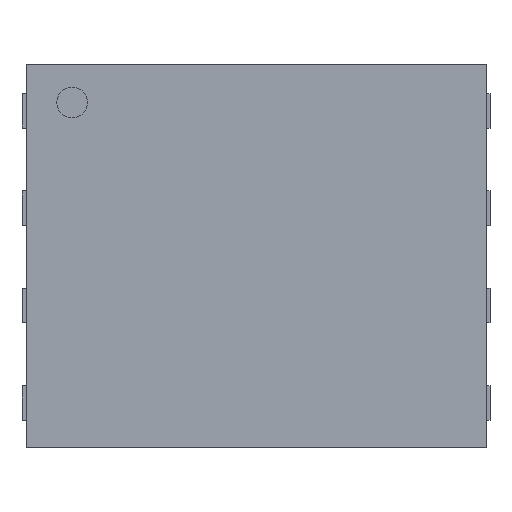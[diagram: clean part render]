
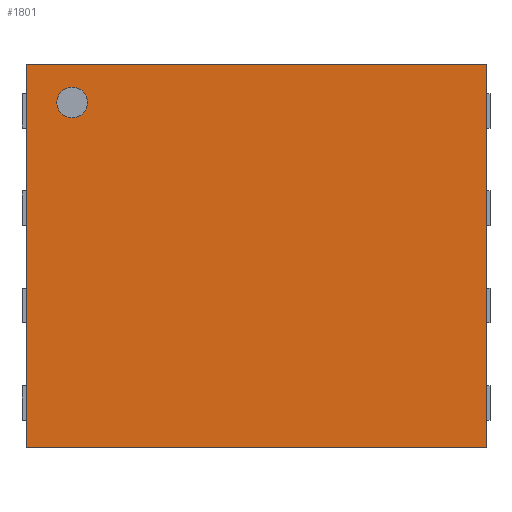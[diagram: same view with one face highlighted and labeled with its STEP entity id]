
A CAD part, top view. The second image highlights one B-rep face of the part: STEP entity #1801.
In plain terms, the highlighted planar face has unit normal (0, 0, 1).
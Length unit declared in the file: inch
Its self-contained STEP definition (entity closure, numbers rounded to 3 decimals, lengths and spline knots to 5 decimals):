
#38 = VERTEX_POINT('',#39);
#39 = CARTESIAN_POINT('',(-0.11793,0.09889,
    0.03727));
#46 = PLANE('',#47);
#47 = AXIS2_PLACEMENT_3D('',#48,#49,#50);
#48 = CARTESIAN_POINT('',(-0.11793,0.09889,
    0.00183));
#49 = DIRECTION('',(0.,1.,0.));
#50 = DIRECTION('',(1.,0.,0.));
#58 = PLANE('',#59);
#59 = AXIS2_PLACEMENT_3D('',#60,#61,#62);
#60 = CARTESIAN_POINT('',(-0.11793,-0.09796,
    0.00183));
#61 = DIRECTION('',(-1.,0.,0.));
#62 = DIRECTION('',(0.,1.,0.));
#70 = EDGE_CURVE('',#38,#71,#73,.T.);
#71 = VERTEX_POINT('',#72);
#72 = CARTESIAN_POINT('',(0.11829,0.09889,
    0.03727));
#73 = SURFACE_CURVE('',#74,(#78,#85),.PCURVE_S1.);
#74 = LINE('',#75,#76);
#75 = CARTESIAN_POINT('',(-0.11793,0.09889,
    0.03727));
#76 = VECTOR('',#77,0.03937);
#77 = DIRECTION('',(1.,0.,0.));
#78 = PCURVE('',#46,#79);
#79 = DEFINITIONAL_REPRESENTATION('',(#80),#84);
#80 = LINE('',#81,#82);
#81 = CARTESIAN_POINT('',(0.,-0.035));
#82 = VECTOR('',#83,1.);
#83 = DIRECTION('',(1.,0.));
#84 = ( GEOMETRIC_REPRESENTATION_CONTEXT(2) 
PARAMETRIC_REPRESENTATION_CONTEXT() REPRESENTATION_CONTEXT('2D SPACE',''
  ) );
#85 = PCURVE('',#86,#91);
#86 = PLANE('',#87);
#87 = AXIS2_PLACEMENT_3D('',#88,#89,#90);
#88 = CARTESIAN_POINT('',(-0.11793,0.09889,
    0.03727));
#89 = DIRECTION('',(0.,0.,1.));
#90 = DIRECTION('',(1.,0.,0.));
#91 = DEFINITIONAL_REPRESENTATION('',(#92),#96);
#92 = LINE('',#93,#94);
#93 = CARTESIAN_POINT('',(0.,0.));
#94 = VECTOR('',#95,1.);
#95 = DIRECTION('',(1.,0.));
#96 = ( GEOMETRIC_REPRESENTATION_CONTEXT(2) 
PARAMETRIC_REPRESENTATION_CONTEXT() REPRESENTATION_CONTEXT('2D SPACE',''
  ) );
#114 = PLANE('',#115);
#115 = AXIS2_PLACEMENT_3D('',#116,#117,#118);
#116 = CARTESIAN_POINT('',(0.11829,0.09889,
    0.00183));
#117 = DIRECTION('',(1.,0.,0.));
#118 = DIRECTION('',(0.,-1.,0.));
#181 = VERTEX_POINT('',#182);
#182 = CARTESIAN_POINT('',(-0.11793,-0.09796,
    0.03727));
#196 = PLANE('',#197);
#197 = AXIS2_PLACEMENT_3D('',#198,#199,#200);
#198 = CARTESIAN_POINT('',(0.11829,-0.09796,
    0.00183));
#199 = DIRECTION('',(0.,-1.,0.));
#200 = DIRECTION('',(-1.,0.,0.));
#208 = EDGE_CURVE('',#181,#38,#209,.T.);
#209 = SURFACE_CURVE('',#210,(#214,#221),.PCURVE_S1.);
#210 = LINE('',#211,#212);
#211 = CARTESIAN_POINT('',(-0.11793,-0.09796,
    0.03727));
#212 = VECTOR('',#213,0.03937);
#213 = DIRECTION('',(0.,1.,0.));
#214 = PCURVE('',#58,#215);
#215 = DEFINITIONAL_REPRESENTATION('',(#216),#220);
#216 = LINE('',#217,#218);
#217 = CARTESIAN_POINT('',(0.,-0.035));
#218 = VECTOR('',#219,1.);
#219 = DIRECTION('',(1.,0.));
#220 = ( GEOMETRIC_REPRESENTATION_CONTEXT(2) 
PARAMETRIC_REPRESENTATION_CONTEXT() REPRESENTATION_CONTEXT('2D SPACE',''
  ) );
#221 = PCURVE('',#86,#222);
#222 = DEFINITIONAL_REPRESENTATION('',(#223),#227);
#223 = LINE('',#224,#225);
#224 = CARTESIAN_POINT('',(0.,-0.197));
#225 = VECTOR('',#226,1.);
#226 = DIRECTION('',(0.,1.));
#227 = ( GEOMETRIC_REPRESENTATION_CONTEXT(2) 
PARAMETRIC_REPRESENTATION_CONTEXT() REPRESENTATION_CONTEXT('2D SPACE',''
  ) );
#659 = EDGE_CURVE('',#71,#660,#662,.T.);
#660 = VERTEX_POINT('',#661);
#661 = CARTESIAN_POINT('',(0.11829,-0.09796,
    0.03727));
#662 = SURFACE_CURVE('',#663,(#667,#674),.PCURVE_S1.);
#663 = LINE('',#664,#665);
#664 = CARTESIAN_POINT('',(0.11829,0.09889,
    0.03727));
#665 = VECTOR('',#666,0.03937);
#666 = DIRECTION('',(0.,-1.,0.));
#667 = PCURVE('',#114,#668);
#668 = DEFINITIONAL_REPRESENTATION('',(#669),#673);
#669 = LINE('',#670,#671);
#670 = CARTESIAN_POINT('',(0.,-0.035));
#671 = VECTOR('',#672,1.);
#672 = DIRECTION('',(1.,0.));
#673 = ( GEOMETRIC_REPRESENTATION_CONTEXT(2) 
PARAMETRIC_REPRESENTATION_CONTEXT() REPRESENTATION_CONTEXT('2D SPACE',''
  ) );
#674 = PCURVE('',#86,#675);
#675 = DEFINITIONAL_REPRESENTATION('',(#676),#680);
#676 = LINE('',#677,#678);
#677 = CARTESIAN_POINT('',(0.236,0.));
#678 = VECTOR('',#679,1.);
#679 = DIRECTION('',(0.,-1.));
#680 = ( GEOMETRIC_REPRESENTATION_CONTEXT(2) 
PARAMETRIC_REPRESENTATION_CONTEXT() REPRESENTATION_CONTEXT('2D SPACE',''
  ) );
#1801 = ADVANCED_FACE('',(#1802,#1828),#86,.T.);
#1802 = FACE_BOUND('',#1803,.T.);
#1803 = EDGE_LOOP('',(#1804,#1805,#1806,#1827));
#1804 = ORIENTED_EDGE('',*,*,#70,.F.);
#1805 = ORIENTED_EDGE('',*,*,#208,.F.);
#1806 = ORIENTED_EDGE('',*,*,#1807,.F.);
#1807 = EDGE_CURVE('',#660,#181,#1808,.T.);
#1808 = SURFACE_CURVE('',#1809,(#1813,#1820),.PCURVE_S1.);
#1809 = LINE('',#1810,#1811);
#1810 = CARTESIAN_POINT('',(0.11829,-0.09796,
    0.03727));
#1811 = VECTOR('',#1812,0.03937);
#1812 = DIRECTION('',(-1.,0.,0.));
#1813 = PCURVE('',#86,#1814);
#1814 = DEFINITIONAL_REPRESENTATION('',(#1815),#1819);
#1815 = LINE('',#1816,#1817);
#1816 = CARTESIAN_POINT('',(0.236,-0.197));
#1817 = VECTOR('',#1818,1.);
#1818 = DIRECTION('',(-1.,0.));
#1819 = ( GEOMETRIC_REPRESENTATION_CONTEXT(2) 
PARAMETRIC_REPRESENTATION_CONTEXT() REPRESENTATION_CONTEXT('2D SPACE',''
  ) );
#1820 = PCURVE('',#196,#1821);
#1821 = DEFINITIONAL_REPRESENTATION('',(#1822),#1826);
#1822 = LINE('',#1823,#1824);
#1823 = CARTESIAN_POINT('',(0.,-0.035));
#1824 = VECTOR('',#1825,1.);
#1825 = DIRECTION('',(1.,0.));
#1826 = ( GEOMETRIC_REPRESENTATION_CONTEXT(2) 
PARAMETRIC_REPRESENTATION_CONTEXT() REPRESENTATION_CONTEXT('2D SPACE',''
  ) );
#1827 = ORIENTED_EDGE('',*,*,#659,.F.);
#1828 = FACE_BOUND('',#1829,.T.);
#1829 = EDGE_LOOP('',(#1830));
#1830 = ORIENTED_EDGE('',*,*,#1831,.F.);
#1831 = EDGE_CURVE('',#1832,#1832,#1834,.T.);
#1832 = VERTEX_POINT('',#1833);
#1833 = CARTESIAN_POINT('',(-0.08644,0.0792,
    0.03727));
#1834 = SURFACE_CURVE('',#1835,(#1840,#1847),.PCURVE_S1.);
#1835 = CIRCLE('',#1836,0.00787);
#1836 = AXIS2_PLACEMENT_3D('',#1837,#1838,#1839);
#1837 = CARTESIAN_POINT('',(-0.09431,0.0792,
    0.03727));
#1838 = DIRECTION('',(0.,0.,1.));
#1839 = DIRECTION('',(1.,0.,0.));
#1840 = PCURVE('',#86,#1841);
#1841 = DEFINITIONAL_REPRESENTATION('',(#1842),#1846);
#1842 = CIRCLE('',#1843,0.00787);
#1843 = AXIS2_PLACEMENT_2D('',#1844,#1845);
#1844 = CARTESIAN_POINT('',(0.024,-0.02));
#1845 = DIRECTION('',(1.,0.));
#1846 = ( GEOMETRIC_REPRESENTATION_CONTEXT(2) 
PARAMETRIC_REPRESENTATION_CONTEXT() REPRESENTATION_CONTEXT('2D SPACE',''
  ) );
#1847 = PCURVE('',#1848,#1853);
#1848 = CYLINDRICAL_SURFACE('',#1849,0.00787);
#1849 = AXIS2_PLACEMENT_3D('',#1850,#1851,#1852);
#1850 = CARTESIAN_POINT('',(-0.09431,0.0792,
    0.03727));
#1851 = DIRECTION('',(0.,0.,1.));
#1852 = DIRECTION('',(1.,0.,0.));
#1853 = DEFINITIONAL_REPRESENTATION('',(#1854),#1858);
#1854 = LINE('',#1855,#1856);
#1855 = CARTESIAN_POINT('',(0.,0.));
#1856 = VECTOR('',#1857,1.);
#1857 = DIRECTION('',(1.,0.));
#1858 = ( GEOMETRIC_REPRESENTATION_CONTEXT(2) 
PARAMETRIC_REPRESENTATION_CONTEXT() REPRESENTATION_CONTEXT('2D SPACE',''
  ) );
